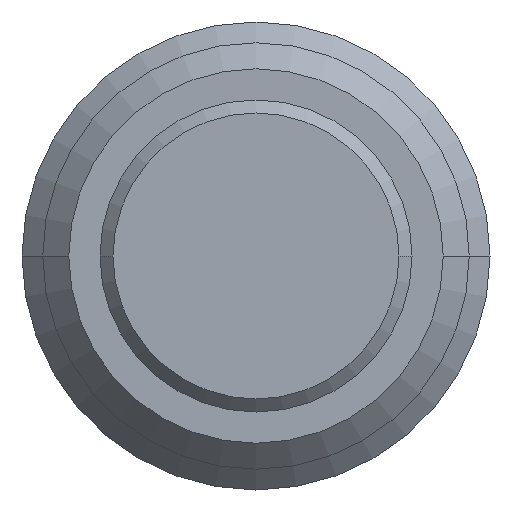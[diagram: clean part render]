
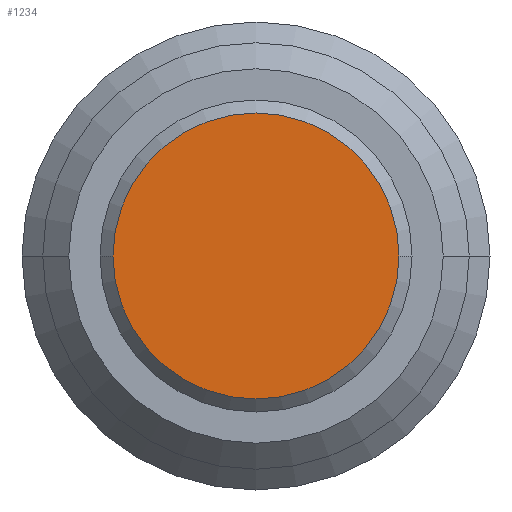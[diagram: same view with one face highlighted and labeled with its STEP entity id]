
A CAD part, front view. The second image highlights one B-rep face of the part: STEP entity #1234.
In plain terms, the highlighted planar face has unit normal (0, -1, 0).
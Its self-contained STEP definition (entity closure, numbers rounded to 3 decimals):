
#605=CARTESIAN_POINT('',(0.,-63.5,0.));
#606=DIRECTION('',(0.,1.,0.));
#607=DIRECTION('',(-1.,0.,0.));
#608=AXIS2_PLACEMENT_3D('',#605,#606,#607);
#613=CARTESIAN_POINT('',(0.,-63.5,0.));
#614=DIRECTION('',(0.,-1.,0.));
#615=DIRECTION('',(-1.,0.,0.));
#616=AXIS2_PLACEMENT_3D('',#613,#614,#615);
#853=CARTESIAN_POINT('',(-5.5,-63.5,0.));
#854=CARTESIAN_POINT('',(5.5,-63.5,0.));
#855=VERTEX_POINT('',#853);
#856=VERTEX_POINT('',#854);
#1225=CARTESIAN_POINT('',(0.,-63.5,0.));
#1226=DIRECTION('',(0.,1.,0.));
#1227=DIRECTION('',(1.,0.,0.));
#1228=AXIS2_PLACEMENT_3D('',#1225,#1226,#1227);
#1229=PLANE('',#1228);
#1230=ORIENTED_EDGE('',*,*,#1218,.F.);
#1231=ORIENTED_EDGE('',*,*,#1207,.T.);
#1232=EDGE_LOOP('',(#1230,#1231));
#1233=FACE_OUTER_BOUND('',#1232,.F.);
#1234=ADVANCED_FACE('',(#1233),#1229,.F.);
#609=CIRCLE('',#608,5.5);
#617=CIRCLE('',#616,5.5);
#1207=EDGE_CURVE('',#855,#856,#609,.T.);
#1218=EDGE_CURVE('',#855,#856,#617,.T.);
